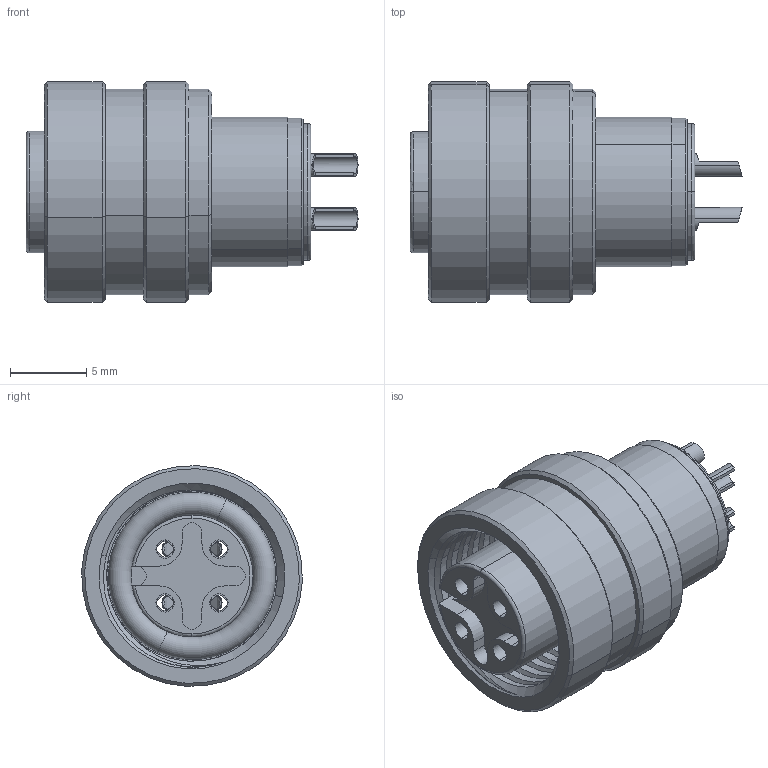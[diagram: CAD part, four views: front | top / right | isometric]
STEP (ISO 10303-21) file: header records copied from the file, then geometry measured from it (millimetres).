
FILE_DESCRIPTION (( 'STEP AP203' ), '1' );
FILE_NAME ('50-00980_revA.STEP', '2020-08-10T16:33:33', ( '' ), ( '' ), 'SwSTEP 2.0', 'SolidWorks 2015', '' );
FILE_SCHEMA (( 'CONFIG_CONTROL_DESIGN' ));
Length unit declared in the file: millimetre
Products named in the file (6): 50-00980-02_For STEP file; 50-00980-01___; 50-00980-05___; 50-00980-04___; 50-00980_revA; 50-00980-03___
Assembly tree (8 placements, depth 2):
  50-00980_revA
    50-00980-01___
    50-00980-02_For STEP file
    50-00980-03___  x4
    50-00980-04___
    50-00980-05___
Bounding box: 21.8 x 14.48 x 14.48 mm (x, y, z)
Volume: 1795.5 mm3; surface area: 3527.4 mm2
Topology: 8 solids, 8 shells, 467 faces, 1170 edges, 737 vertices
Faces by surface type: cylinder 170, plane 136, torus 81, cone 54, bspline 26
Entity records: 8353 total; most frequent: CARTESIAN_POINT 2704, DIRECTION 1063, ORIENTED_EDGE 1038, EDGE_CURVE 519, AXIS2_PLACEMENT_3D 432, VERTEX_POINT 329, EDGE_LOOP 240, CIRCLE 217
